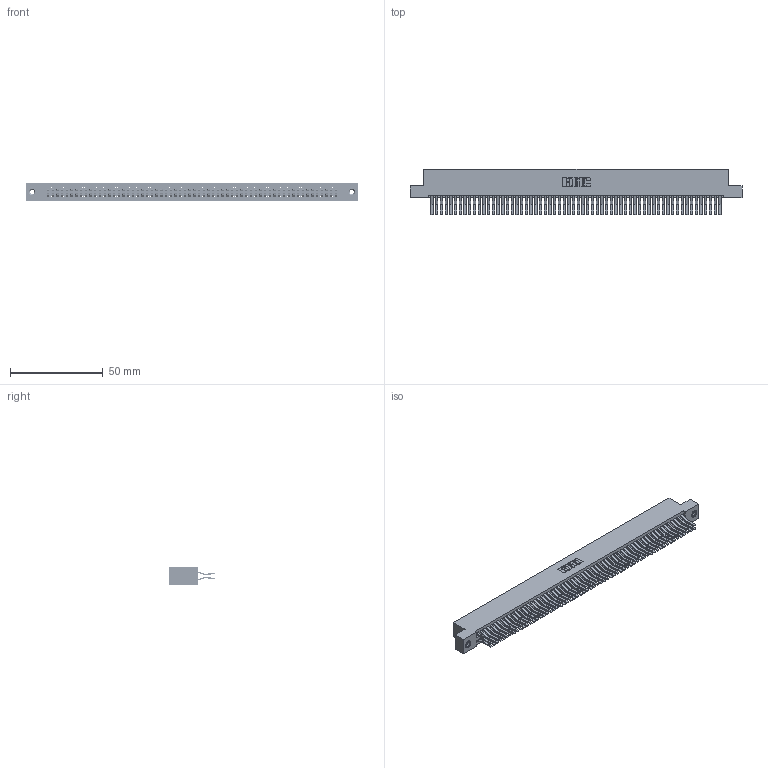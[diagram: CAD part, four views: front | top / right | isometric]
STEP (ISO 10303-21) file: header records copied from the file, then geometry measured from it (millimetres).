
FILE_DESCRIPTION (( 'STEP AP203' ), '1' );
FILE_NAME ('345-124-560-208.STEP', '2019-11-06T21:29:43', ( '' ), ( '' ), 'SwSTEP 2.0', 'SolidWorks 2016', '' );
FILE_SCHEMA (( 'CONFIG_CONTROL_DESIGN' ));
Length unit declared in the file: inch
Products named in the file (4): 345-292-001_560 Tail; 345-250-001_345-250-003-102; 345-124-560-208; 345 Part_Flush Mounting Lugs - 0.156 Dia-TI
Assembly tree (127 placements, depth 2):
  345-124-560-208
    345 Part_Flush Mounting Lugs - 0.156 Dia-TI
    345-292-001_560 Tail  x124
    345-250-001_345-250-003-102  x2
Bounding box: 178.69 x 24.45 x 9.4 mm (x, y, z)
Volume: 18349.9 mm3; surface area: 29615.4 mm2
Topology: 127 solids, 127 shells, 6634 faces, 19697 edges, 12958 vertices
Faces by surface type: plane 4204, cylinder 2414, cone 12, torus 4
Entity records: 47228 total; most frequent: CARTESIAN_POINT 7879, ORIENTED_EDGE 7806, DIRECTION 6953, EDGE_CURVE 3903, VECTOR 3499, LINE 3499, VERTEX_POINT 2596, AXIS2_PLACEMENT_3D 1727
